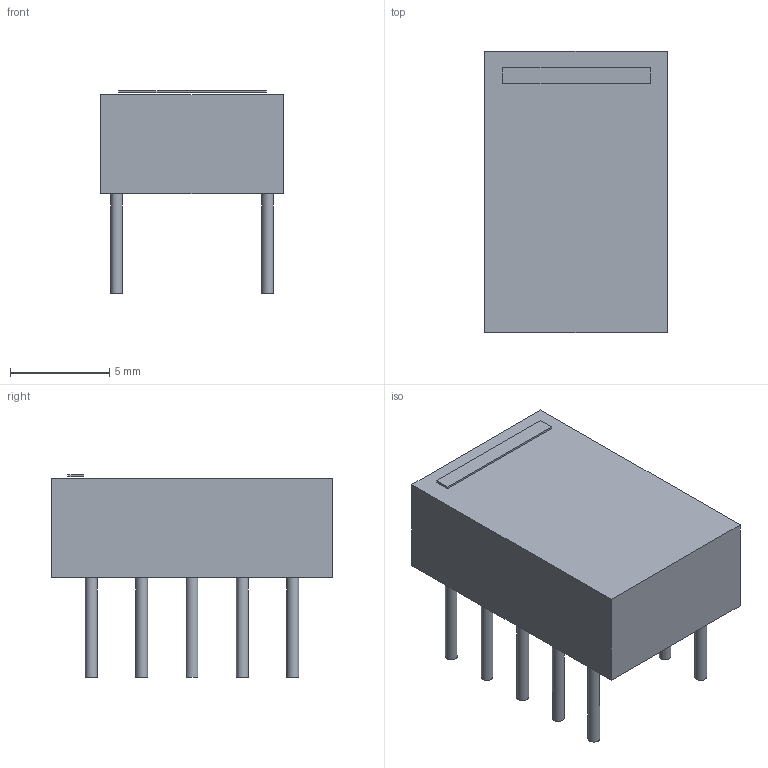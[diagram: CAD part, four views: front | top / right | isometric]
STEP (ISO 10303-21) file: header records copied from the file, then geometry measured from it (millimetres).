
FILE_DESCRIPTION(('FreeCAD Model'),'2;1');
FILE_NAME('Fusion.step','2018-12-27T13:46:23',( 'kicad StepUp'),('ksu MCAD'),'Open CASCADE STEP processor 7.2', 'FreeCAD','Unknown');
FILE_SCHEMA(('AUTOMOTIVE_DESIGN { 1 0 10303 214 1 1 1 1 }'));
Length unit declared in the file: millimetre
Products named in the file (1): Fusion
Bounding box: 9.2 x 14.2 x 10.2 mm (x, y, z)
Volume: 795.2 mm3; surface area: 1507.9 mm2
Topology: 102 solids, 102 shells, 312 faces, 324 edges, 216 vertices
Faces by surface type: plane 212, cylinder 100
Full cylindrical faces by diameter (mm): 0.6 x100
Entity records: 7804 total; most frequent: DIRECTION 1150, CARTESIAN_POINT 853, ORIENTED_EDGE 648, AXIS2_PLACEMENT_3D 513, EDGE_CURVE 324, ADVANCED_FACE 312, FACE_BOUND 312, EDGE_LOOP 312
